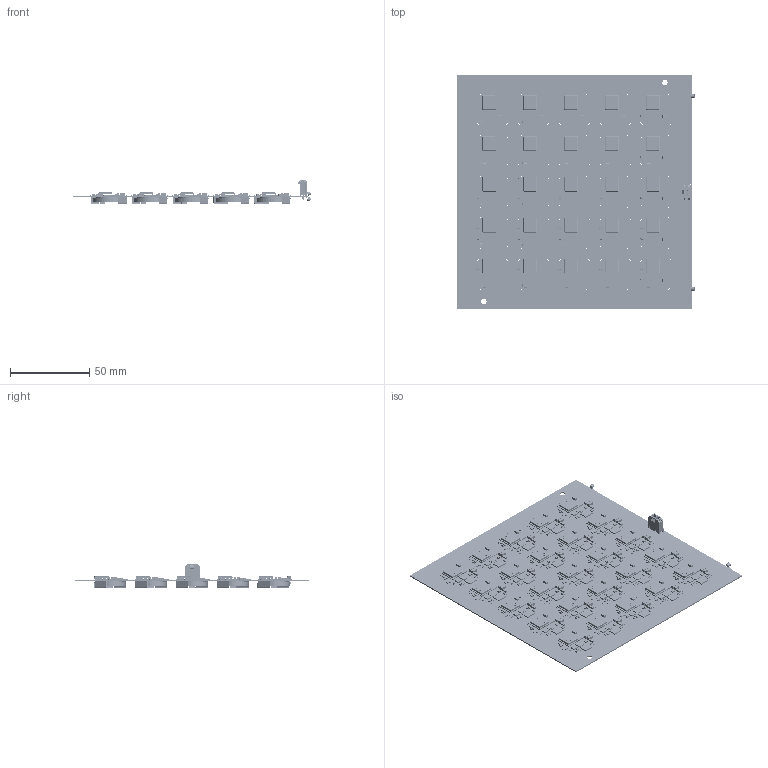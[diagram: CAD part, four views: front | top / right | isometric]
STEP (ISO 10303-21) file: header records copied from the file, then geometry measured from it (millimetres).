
FILE_DESCRIPTION(('Open CASCADE Model'),'2;1');
FILE_NAME('Open CASCADE Shape Model','2017-03-02T20:37:15',('Author'),( 'Open CASCADE'),'Open CASCADE STEP processor 6.8','Open CASCADE 6.8' ,'Unknown');
FILE_SCHEMA(('AUTOMOTIVE_DESIGN { 1 0 10303 214 1 1 1 1 }'));
Length unit declared in the file: millimetre
Products named in the file (74): PCB; Board; PWR_IN; 436500215; Open CASCADE STEP translator 6.8 3.2.1.1; Open CASCADE STEP translator 6.8 3.2.1.2; -; 1043397216; Cylinder; +; Embedded_Board_Array_"
activity_tracker.PcbDoc"_(0mm,0mm)_on_Top_Layer; activity_tracker.PcbDoc.step; R2; RESC1608X55N_EIA_0603; LED2; 570916024; Extruded; 570916568; R1; BAT1; Battery_Holder_BK-912-G-TR; 1047129792; 1047129920; C2; CAPC1608X95N_EIA_0603; C3; C4; C5; C6; 570916840; C7; C10; C11; FB1; GND; 1047130048; LED1; Q1; 570916704; Q2 ...
Assembly tree (151 placements, depth 5):
  PCB
    Board
    PWR_IN
      436500215
        Open CASCADE STEP translator 6.8 3.2.1.1
        Open CASCADE STEP translator 6.8 3.2.1.2
    -
      1043397216
        Cylinder
    -
      1043397216
        Cylinder
    +
      1043397216
        Cylinder
    +
      1043397216
        Cylinder
  Embedded_Board_Array_"
activity_tracker.PcbDoc"_(0mm,0mm)_on_Top_Layer
    activity_tracker.PcbDoc.step  x25
      Board
      R2
        RESC1608X55N_EIA_0603
      LED2
        570916024
          Extruded
        570916568
          Extruded
      R1
        RESC1608X55N_EIA_0603
      BAT1
        Battery_Holder_BK-912-G-TR
        1047129792
          Cylinder
        1047129920
          Cylinder
      C2
        CAPC1608X95N_EIA_0603
      C3
        CAPC1608X95N_EIA_0603
      C4
        CAPC1608X95N_EIA_0603
      C5
        CAPC1608X95N_EIA_0603
      C6
        570916840
          Extruded
      C7
        570916840
          Extruded
      C10
        CAPC1608X95N_EIA_0603
      C11
        CAPC1608X95N_EIA_0603
      FB1
        RESC1608X55N_EIA_0603
      GND
        1047130048
          Cylinder
      LED1
Bounding box: 150.43 x 148.5 x 15.09 mm (x, y, z)
Volume: 58145.8 mm3; surface area: 148384.9 mm2
Topology: 1882 solids, 1882 shells, 35170 faces, 84169 edges, 50376 vertices
Faces by surface type: plane 23847, cylinder 8923, sphere 2400
Full cylindrical faces by diameter (mm): 0.5 x500, 0.6 x50, 0.991 x75, 1 x2, 1.2 x50, 1.27 x2, 2.4 x4, 3.4 x2, 3.5 x25, 16 x25, 20 x25
Entity records: 45799 total; most frequent: DIRECTION 7530, CARTESIAN_POINT 7266, ORIENTED_EDGE 6978, EDGE_CURVE 3489, AXIS2_PLACEMENT_3D 2642, FACE_BOUND 2309, EDGE_LOOP 2309, VERTEX_POINT 2280
